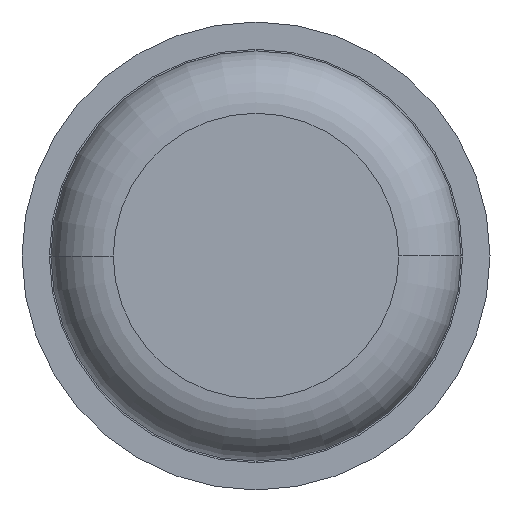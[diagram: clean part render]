
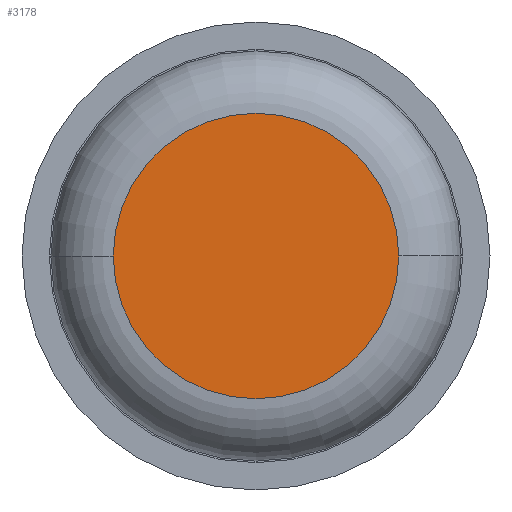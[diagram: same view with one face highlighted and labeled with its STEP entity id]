
A CAD part, front view. The second image highlights one B-rep face of the part: STEP entity #3178.
In plain terms, the highlighted planar face has unit normal (0, -1, 0).
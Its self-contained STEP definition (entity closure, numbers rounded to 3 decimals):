
#96 = DIRECTION ( 'NONE',  ( 0., -1., 0. ) ) ;
#312 = CIRCLE ( 'NONE', #2634, 0.915 ) ;
#372 = CARTESIAN_POINT ( 'NONE',  ( 0.915, 0., 0. ) ) ;
#566 = EDGE_CURVE ( 'Defeature ausgef�hrt1_6+Defeature ausgef�hrt1_7+Defeature ausgef�hrt1_7+Defeature ausgef�hrt1_7', #3650, #958, #312, .T. ) ;
#958 = VERTEX_POINT ( 'NONE', #1483 ) ;
#1127 = AXIS2_PLACEMENT_3D ( 'NONE', #1615, #96, #2624 ) ;
#1145 = CARTESIAN_POINT ( 'NONE',  ( 0., 0., 0. ) ) ;
#1450 = DIRECTION ( 'NONE',  ( -1., 0., 0. ) ) ;
#1483 = CARTESIAN_POINT ( 'NONE',  ( -0.915, 0., 0. ) ) ;
#1537 = EDGE_CURVE ( 'Defeature ausgef�hrt1_6+Defeature ausgef�hrt1_7+Defeature ausgef�hrt1_7+Defeature ausgef�hrt1_7', #958, #3650, #2238, .T. ) ;
#1615 = CARTESIAN_POINT ( 'NONE',  ( 0., 0., 0. ) ) ;
#1740 = AXIS2_PLACEMENT_3D ( 'NONE', #1145, #3412, #1450 ) ;
#1907 = EDGE_LOOP ( 'NONE', ( #3779, #3430 ) ) ;
#2201 = DIRECTION ( 'NONE',  ( 0., -1., 0. ) ) ;
#2238 = CIRCLE ( 'NONE', #1127, 0.915 ) ;
#2624 = DIRECTION ( 'NONE',  ( -1., 0., 0. ) ) ;
#2634 = AXIS2_PLACEMENT_3D ( 'NONE', #3757, #2201, #4070 ) ;
#2727 = PLANE ( 'NONE',  #1740 ) ;
#2813 = FACE_OUTER_BOUND ( 'NONE', #1907, .T. ) ;
#3178 = ADVANCED_FACE ( 'Defeature ausgef�hrt1_6', ( #2813 ), #2727, .F. ) ;
#3412 = DIRECTION ( 'NONE',  ( 0., 1., 0. ) ) ;
#3430 = ORIENTED_EDGE ( 'NONE', *, *, #566, .T. ) ;
#3650 = VERTEX_POINT ( 'NONE', #372 ) ;
#3757 = CARTESIAN_POINT ( 'NONE',  ( 0., 0., 0. ) ) ;
#3779 = ORIENTED_EDGE ( 'NONE', *, *, #1537, .T. ) ;
#4070 = DIRECTION ( 'NONE',  ( -1., 0., 0. ) ) ;
